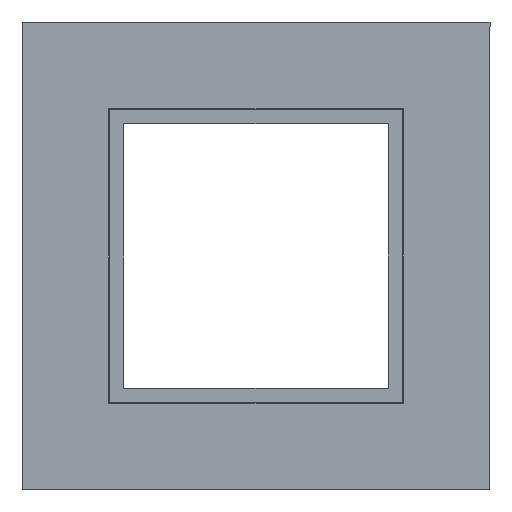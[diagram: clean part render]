
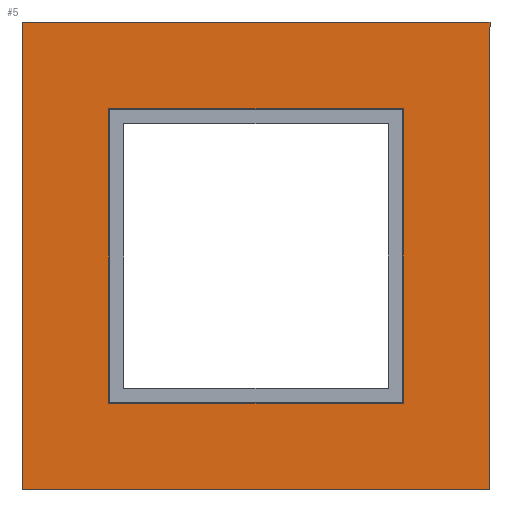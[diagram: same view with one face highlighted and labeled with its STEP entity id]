
A CAD part, front view. The second image highlights one B-rep face of the part: STEP entity #5.
In plain terms, the highlighted planar face has unit normal (0, -1, 0).
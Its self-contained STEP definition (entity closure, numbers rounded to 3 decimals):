
#4 = EDGE_LOOP ( 'NONE', ( #7, #17, #16, #15 ) ) ;
#5 = ADVANCED_FACE ( 'NONE', ( #239, #307 ), #306, .T. ) ;
#7 = ORIENTED_EDGE ( 'NONE', *, *, #10, .T. ) ;
#10 = EDGE_CURVE ( 'NONE', #53, #250, #301, .T. ) ;
#11 = EDGE_CURVE ( 'NONE', #115, #40, #297, .T. ) ;
#12 = ORIENTED_EDGE ( 'NONE', *, *, #37, .F. ) ;
#13 = ORIENTED_EDGE ( 'NONE', *, *, #11, .F. ) ;
#14 = EDGE_LOOP ( 'NONE', ( #12, #13, #780, #779 ) ) ;
#15 = ORIENTED_EDGE ( 'NONE', *, *, #56, .T. ) ;
#16 = ORIENTED_EDGE ( 'NONE', *, *, #86, .T. ) ;
#17 = ORIENTED_EDGE ( 'NONE', *, *, #252, .T. ) ;
#37 = EDGE_CURVE ( 'NONE', #40, #247, #334, .T. ) ;
#40 = VERTEX_POINT ( 'NONE', #330 ) ;
#48 = VERTEX_POINT ( 'NONE', #317 ) ;
#53 = VERTEX_POINT ( 'NONE', #364 ) ;
#56 = EDGE_CURVE ( 'NONE', #57, #53, #362, .T. ) ;
#57 = VERTEX_POINT ( 'NONE', #358 ) ;
#86 = EDGE_CURVE ( 'NONE', #87, #57, #425, .T. ) ;
#87 = VERTEX_POINT ( 'NONE', #416 ) ;
#94 = EDGE_CURVE ( 'NONE', #48, #115, #406, .T. ) ;
#115 = VERTEX_POINT ( 'NONE', #486 ) ;
#239 = FACE_OUTER_BOUND ( 'NONE', #4, .T. ) ;
#244 = EDGE_CURVE ( 'NONE', #247, #48, #652, .T. ) ;
#247 = VERTEX_POINT ( 'NONE', #704 ) ;
#250 = VERTEX_POINT ( 'NONE', #699 ) ;
#252 = EDGE_CURVE ( 'NONE', #250, #87, #698, .T. ) ;
#294 = DIRECTION ( 'NONE',  ( 0., 0., -1. ) ) ;
#295 = VECTOR ( 'NONE', #294, 1000. ) ;
#296 = CARTESIAN_POINT ( 'NONE',  ( -252.5, 0., 950. ) ) ;
#297 = LINE ( 'NONE', #296, #295 ) ;
#298 = DIRECTION ( 'NONE',  ( 0., 0., -1. ) ) ;
#299 = VECTOR ( 'NONE', #298, 1000. ) ;
#300 = CARTESIAN_POINT ( 'NONE',  ( -402.5, 0., 950. ) ) ;
#301 = LINE ( 'NONE', #300, #299 ) ;
#302 = DIRECTION ( 'NONE',  ( 0., 0., -1. ) ) ;
#303 = DIRECTION ( 'NONE',  ( 0., -1., 0. ) ) ;
#304 = CARTESIAN_POINT ( 'NONE',  ( -252.5, 0., 950. ) ) ;
#305 = AXIS2_PLACEMENT_3D ( 'NONE', #304, #303, #302 ) ;
#306 = PLANE ( 'NONE',  #305 ) ;
#307 = FACE_BOUND ( 'NONE', #14, .T. ) ;
#317 = CARTESIAN_POINT ( 'NONE',  ( 252.5, 0., 252.5 ) ) ;
#330 = CARTESIAN_POINT ( 'NONE',  ( -252.5, 0., -252.5 ) ) ;
#331 = DIRECTION ( 'NONE',  ( 1., 0., 0. ) ) ;
#332 = VECTOR ( 'NONE', #331, 1000. ) ;
#333 = CARTESIAN_POINT ( 'NONE',  ( -950., 0., -252.5 ) ) ;
#334 = LINE ( 'NONE', #333, #332 ) ;
#358 = CARTESIAN_POINT ( 'NONE',  ( 402.5, 0., 402.5 ) ) ;
#359 = DIRECTION ( 'NONE',  ( -1., 0., 0. ) ) ;
#360 = VECTOR ( 'NONE', #359, 1000. ) ;
#361 = CARTESIAN_POINT ( 'NONE',  ( 950., 0., 402.5 ) ) ;
#362 = LINE ( 'NONE', #361, #360 ) ;
#364 = CARTESIAN_POINT ( 'NONE',  ( -402.5, 0., 402.5 ) ) ;
#403 = DIRECTION ( 'NONE',  ( -1., 0., 0. ) ) ;
#404 = VECTOR ( 'NONE', #403, 1000. ) ;
#405 = CARTESIAN_POINT ( 'NONE',  ( 950., 0., 252.5 ) ) ;
#406 = LINE ( 'NONE', #405, #404 ) ;
#416 = CARTESIAN_POINT ( 'NONE',  ( 402.5, 0., -402.5 ) ) ;
#417 = DIRECTION ( 'NONE',  ( 0., 0., 1. ) ) ;
#418 = VECTOR ( 'NONE', #417, 1000. ) ;
#419 = CARTESIAN_POINT ( 'NONE',  ( 402.5, 0., -950. ) ) ;
#425 = LINE ( 'NONE', #419, #418 ) ;
#486 = CARTESIAN_POINT ( 'NONE',  ( -252.5, 0., 252.5 ) ) ;
#649 = DIRECTION ( 'NONE',  ( 0., 0., 1. ) ) ;
#650 = VECTOR ( 'NONE', #649, 1000. ) ;
#651 = CARTESIAN_POINT ( 'NONE',  ( 252.5, 0., -950. ) ) ;
#652 = LINE ( 'NONE', #651, #650 ) ;
#695 = DIRECTION ( 'NONE',  ( 1., 0., 0. ) ) ;
#696 = VECTOR ( 'NONE', #695, 1000. ) ;
#697 = CARTESIAN_POINT ( 'NONE',  ( -950., 0., -402.5 ) ) ;
#698 = LINE ( 'NONE', #697, #696 ) ;
#699 = CARTESIAN_POINT ( 'NONE',  ( -402.5, 0., -402.5 ) ) ;
#704 = CARTESIAN_POINT ( 'NONE',  ( 252.5, 0., -252.5 ) ) ;
#779 = ORIENTED_EDGE ( 'NONE', *, *, #244, .F. ) ;
#780 = ORIENTED_EDGE ( 'NONE', *, *, #94, .F. ) ;
